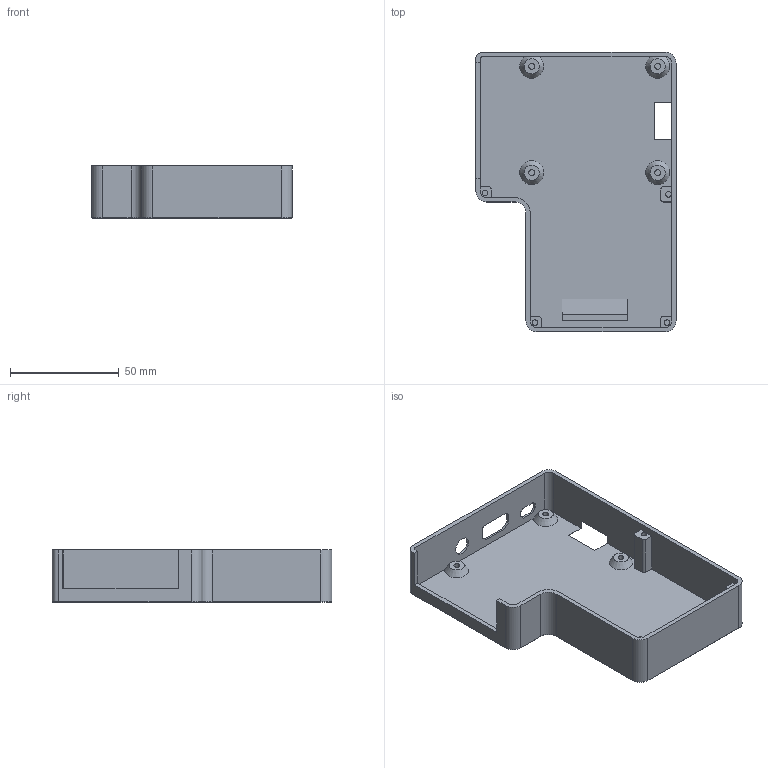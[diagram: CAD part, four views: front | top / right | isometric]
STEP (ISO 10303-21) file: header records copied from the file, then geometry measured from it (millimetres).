
FILE_DESCRIPTION(/* description */ (''),/* implementation_level */ '2;1');
FILE_NAME(/* name */ 'CaseMain.step',/* time_stamp */ '2019-09-08T15:56:57+02:00',/* author */ (''),/* organization */ (''),/* preprocessor_version */ 'ST-DEVELOPER v18',/* originating_system */ 'Autodesk Translation Framework v8.6.0.1094',/* authorisation */ '');
FILE_SCHEMA (('AUTOMOTIVE_DESIGN { 1 0 10303 214 3 1 1 }'));
Length unit declared in the file: millimetre
Products named in the file (1): Case
Bounding box: 92.23 x 128.8 x 24 mm (x, y, z)
Volume: 41678.2 mm3; surface area: 39580.9 mm2
Topology: 1 solids, 1 shells, 167 faces, 408 edges, 252 vertices
Faces by surface type: plane 105, cylinder 34, cone 28
Full cylindrical faces by diameter (mm): 2.6 x4, 2.75 x4, 8.239 x1
Entity records: 4867 total; most frequent: DIRECTION 844, CARTESIAN_POINT 832, ORIENTED_EDGE 816, EDGE_CURVE 408, LINE 304, VECTOR 304, AXIS2_PLACEMENT_3D 270, VERTEX_POINT 252
